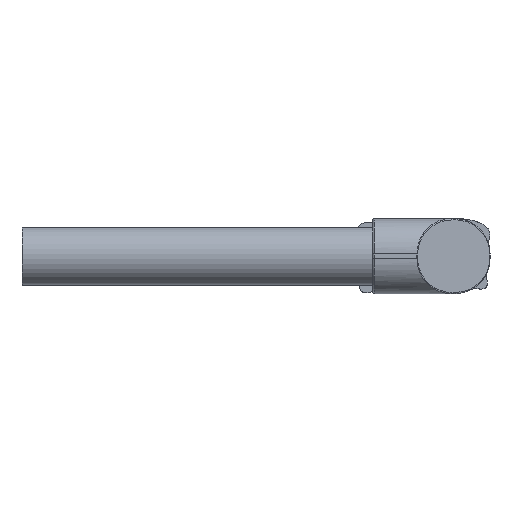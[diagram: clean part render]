
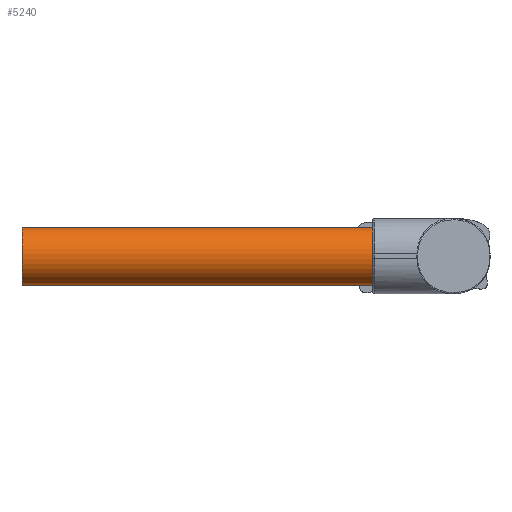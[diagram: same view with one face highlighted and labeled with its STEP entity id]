
A CAD part, left-side view. The second image highlights one B-rep face of the part: STEP entity #5240.
In plain terms, the highlighted cylindrical face has radius 12.5 mm (diameter 25 mm), a partial arc.
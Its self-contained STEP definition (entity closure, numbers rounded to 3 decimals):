
#655 = CYLINDRICAL_SURFACE ( 'NONE', #4706, 12.5 ) ;
#764 = DIRECTION ( 'NONE',  ( 0., 0., -1. ) ) ;
#1273 = VECTOR ( 'NONE', #2781, 1000. ) ;
#1313 = CARTESIAN_POINT ( 'NONE',  ( -12.5, 0., 0. ) ) ;
#1331 = CARTESIAN_POINT ( 'NONE',  ( 12.5, 0., 170. ) ) ;
#1392 = LINE ( 'NONE', #2309, #1273 ) ;
#1717 = LINE ( 'NONE', #5463, #5119 ) ;
#1784 = CIRCLE ( 'NONE', #2861, 12.5 ) ;
#1877 = FACE_OUTER_BOUND ( 'NONE', #4647, .T. ) ;
#1994 = DIRECTION ( 'NONE',  ( -1., 0., 0. ) ) ;
#2215 = VERTEX_POINT ( 'NONE', #1313 ) ;
#2309 = CARTESIAN_POINT ( 'NONE',  ( 12.5, 0., 170. ) ) ;
#2325 = CARTESIAN_POINT ( 'NONE',  ( -12.5, 0., 170. ) ) ;
#2450 = EDGE_CURVE ( 'NONE', #4332, #4725, #1784, .T. ) ;
#2459 = EDGE_CURVE ( 'NONE', #4332, #5323, #1392, .T. ) ;
#2617 = EDGE_CURVE ( 'NONE', #5323, #2215, #4271, .T. ) ;
#2619 = ORIENTED_EDGE ( 'NONE', *, *, #2617, .T. ) ;
#2707 = CARTESIAN_POINT ( 'NONE',  ( 0., 0., 170. ) ) ;
#2724 = DIRECTION ( 'NONE',  ( 0., 0., 1. ) ) ;
#2727 = EDGE_CURVE ( 'NONE', #4725, #2215, #1717, .T. ) ;
#2730 = AXIS2_PLACEMENT_3D ( 'NONE', #4505, #4544, #4162 ) ;
#2742 = DIRECTION ( 'NONE',  ( 1., 0., 0. ) ) ;
#2753 = ORIENTED_EDGE ( 'NONE', *, *, #2459, .T. ) ;
#2781 = DIRECTION ( 'NONE',  ( 0., 0., -1. ) ) ;
#2861 = AXIS2_PLACEMENT_3D ( 'NONE', #2707, #2724, #2742 ) ;
#3888 = ORIENTED_EDGE ( 'NONE', *, *, #2450, .F. ) ;
#4145 = CARTESIAN_POINT ( 'NONE',  ( 0., 0., 170. ) ) ;
#4162 = DIRECTION ( 'NONE',  ( 1., 0., 0. ) ) ;
#4271 = CIRCLE ( 'NONE', #2730, 12.5 ) ;
#4332 = VERTEX_POINT ( 'NONE', #1331 ) ;
#4505 = CARTESIAN_POINT ( 'NONE',  ( 0., 0., 0. ) ) ;
#4544 = DIRECTION ( 'NONE',  ( 0., 0., 1. ) ) ;
#4647 = EDGE_LOOP ( 'NONE', ( #3888, #2753, #2619, #4870 ) ) ;
#4706 = AXIS2_PLACEMENT_3D ( 'NONE', #4145, #764, #1994 ) ;
#4725 = VERTEX_POINT ( 'NONE', #2325 ) ;
#4870 = ORIENTED_EDGE ( 'NONE', *, *, #2727, .F. ) ;
#5119 = VECTOR ( 'NONE', #5367, 1000. ) ;
#5240 = ADVANCED_FACE ( 'NONE', ( #1877 ), #655, .T. ) ;
#5323 = VERTEX_POINT ( 'NONE', #5562 ) ;
#5367 = DIRECTION ( 'NONE',  ( 0., 0., -1. ) ) ;
#5463 = CARTESIAN_POINT ( 'NONE',  ( -12.5, 0., 170. ) ) ;
#5562 = CARTESIAN_POINT ( 'NONE',  ( 12.5, 0., 0. ) ) ;
